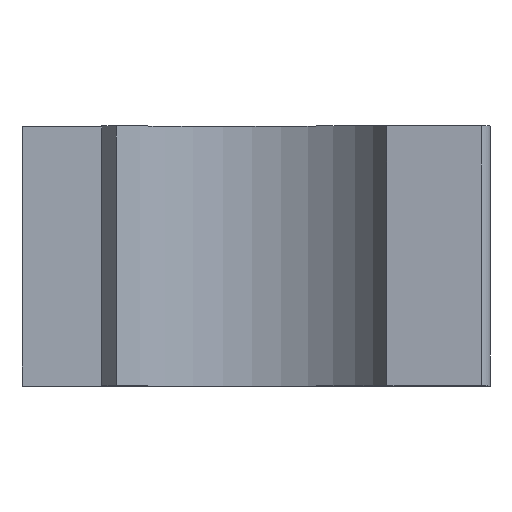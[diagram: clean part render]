
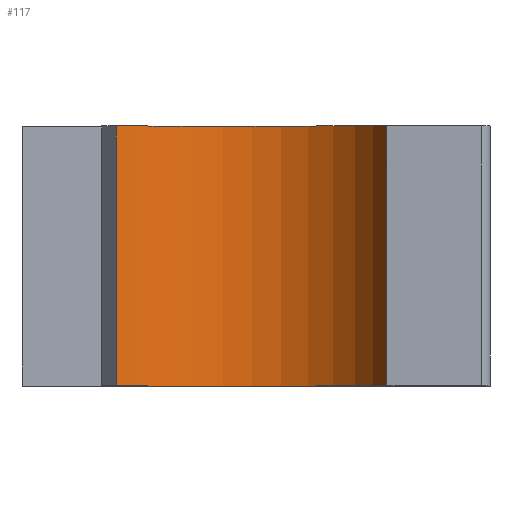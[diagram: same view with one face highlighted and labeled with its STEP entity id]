
A CAD part, top view. The second image highlights one B-rep face of the part: STEP entity #117.
In plain terms, the highlighted cylindrical face has radius 9.731 mm (diameter 19.462 mm), a partial arc.
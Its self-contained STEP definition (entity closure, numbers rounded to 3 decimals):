
#117 = ADVANCED_FACE( '', ( #213 ), #214, .F. );
#213 = FACE_OUTER_BOUND( '', #305, .T. );
#214 = CYLINDRICAL_SURFACE( '', #306, 9.731 );
#305 = EDGE_LOOP( '', ( #400, #401, #402, #403 ) );
#306 = AXIS2_PLACEMENT_3D( '', #404, #405, #406 );
#400 = ORIENTED_EDGE( '', *, *, #615, .F. );
#401 = ORIENTED_EDGE( '', *, *, #616, .F. );
#402 = ORIENTED_EDGE( '', *, *, #617, .T. );
#403 = ORIENTED_EDGE( '', *, *, #618, .T. );
#404 = CARTESIAN_POINT( '', ( -14.891, 15., 12.261 ) );
#405 = DIRECTION( '', ( 0., 1., 0. ) );
#406 = DIRECTION( '', ( 0., 0., -1. ) );
#615 = EDGE_CURVE( '', #711, #712, #713, .T. );
#616 = EDGE_CURVE( '', #714, #711, #715, .T. );
#617 = EDGE_CURVE( '', #714, #716, #717, .T. );
#618 = EDGE_CURVE( '', #716, #712, #718, .T. );
#711 = VERTEX_POINT( '', #846 );
#712 = VERTEX_POINT( '', #847 );
#713 = CIRCLE( '', #848, 9.731 );
#714 = VERTEX_POINT( '', #849 );
#715 = LINE( '', #850, #851 );
#716 = VERTEX_POINT( '', #852 );
#717 = CIRCLE( '', #853, 9.731 );
#718 = LINE( '', #854, #855 );
#846 = CARTESIAN_POINT( '', ( -5.946, 0., 8.43 ) );
#847 = CARTESIAN_POINT( '', ( -21.554, 0., 5.168 ) );
#848 = AXIS2_PLACEMENT_3D( '', #1005, #1006, #1007 );
#849 = CARTESIAN_POINT( '', ( -5.946, 15., 8.43 ) );
#850 = CARTESIAN_POINT( '', ( -5.946, 15., 8.43 ) );
#851 = VECTOR( '', #1008, 1000. );
#852 = CARTESIAN_POINT( '', ( -21.554, 15., 5.168 ) );
#853 = AXIS2_PLACEMENT_3D( '', #1009, #1010, #1011 );
#854 = CARTESIAN_POINT( '', ( -21.554, 15., 5.168 ) );
#855 = VECTOR( '', #1012, 1000. );
#1005 = CARTESIAN_POINT( '', ( -14.891, 0., 12.261 ) );
#1006 = DIRECTION( '', ( 0., 1., 0. ) );
#1007 = DIRECTION( '', ( 1., 0., 0. ) );
#1008 = DIRECTION( '', ( 0., -1., 0. ) );
#1009 = CARTESIAN_POINT( '', ( -14.891, 15., 12.261 ) );
#1010 = DIRECTION( '', ( 0., 1., 0. ) );
#1011 = DIRECTION( '', ( 1., 0., 0. ) );
#1012 = DIRECTION( '', ( 0., -1., 0. ) );
